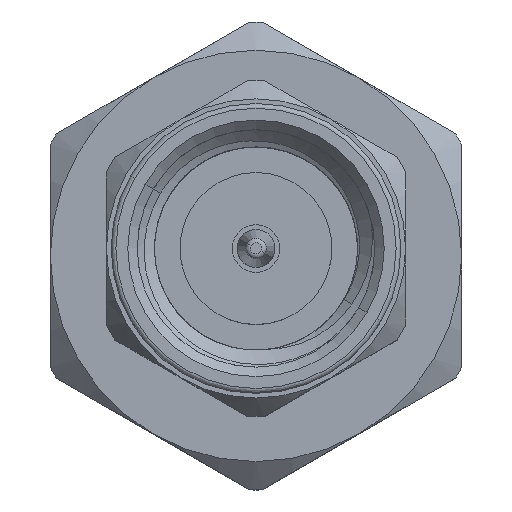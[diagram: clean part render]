
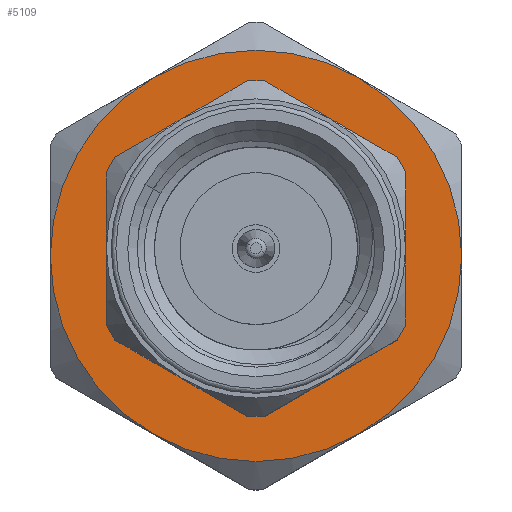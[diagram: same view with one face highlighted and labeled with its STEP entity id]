
A CAD part, top view. The second image highlights one B-rep face of the part: STEP entity #5109.
In plain terms, the highlighted face is planar.
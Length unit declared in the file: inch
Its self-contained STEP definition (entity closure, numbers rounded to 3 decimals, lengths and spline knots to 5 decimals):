
#466 = EDGE_LOOP ( 'NONE', ( #21363, #11330 ) ) ;
#549 = DIRECTION ( 'NONE',  ( 0., 0., -1. ) ) ;
#1802 = EDGE_CURVE ( 'NONE', #3457, #25555, #23702, .T. ) ;
#2159 = EDGE_LOOP ( 'NONE', ( #22074, #21369, #14768, #14223, #9878, #5677 ) ) ;
#2444 = CARTESIAN_POINT ( 'NONE',  ( 0.512, 0., -0.06116 ) ) ;
#2603 = AXIS2_PLACEMENT_3D ( 'NONE', #9737, #24622, #2942 ) ;
#2663 = FACE_BOUND ( 'NONE', #466, .T. ) ;
#2942 = DIRECTION ( 'NONE',  ( 0., 0., -1. ) ) ;
#3457 = VERTEX_POINT ( 'NONE', #14944 ) ;
#3488 = VERTEX_POINT ( 'NONE', #19471 ) ;
#3638 = AXIS2_PLACEMENT_3D ( 'NONE', #26487, #24435, #11701 ) ;
#3760 = CARTESIAN_POINT ( 'NONE',  ( 0.512, 0., 0. ) ) ;
#4428 = CIRCLE ( 'NONE', #26387, 0.06116 ) ;
#4794 = EDGE_CURVE ( 'NONE', #18833, #3457, #13305, .T. ) ;
#5109 = ADVANCED_FACE ( 'NONE', ( #2663, #25290 ), #7070, .T. ) ;
#5334 = CARTESIAN_POINT ( 'NONE',  ( 0.512, 0., 0. ) ) ;
#5677 = ORIENTED_EDGE ( 'NONE', *, *, #24802, .T. ) ;
#6056 = CARTESIAN_POINT ( 'NONE',  ( 0.512, 0., 0. ) ) ;
#6235 = CIRCLE ( 'NONE', #20017, 0.2165 ) ;
#6342 = CIRCLE ( 'NONE', #16693, 0.06116 ) ;
#6618 = AXIS2_PLACEMENT_3D ( 'NONE', #5334, #15841, #18071 ) ;
#6659 = EDGE_CURVE ( 'NONE', #18882, #18833, #12302, .T. ) ;
#7070 = PLANE ( 'NONE',  #22250 ) ;
#7677 = CARTESIAN_POINT ( 'NONE',  ( 0.512, 0.18749, -0.10825 ) ) ;
#8201 = DIRECTION ( 'NONE',  ( 0., 0., -1. ) ) ;
#8854 = CIRCLE ( 'NONE', #2603, 0.2165 ) ;
#9029 = DIRECTION ( 'NONE',  ( 1., 0., 0. ) ) ;
#9737 = CARTESIAN_POINT ( 'NONE',  ( 0.512, 0., 0. ) ) ;
#9878 = ORIENTED_EDGE ( 'NONE', *, *, #1802, .T. ) ;
#11294 = CARTESIAN_POINT ( 'NONE',  ( 0.512, 0., 0.06116 ) ) ;
#11330 = ORIENTED_EDGE ( 'NONE', *, *, #15887, .F. ) ;
#11457 = VERTEX_POINT ( 'NONE', #11294 ) ;
#11527 = EDGE_CURVE ( 'NONE', #21922, #11457, #4428, .T. ) ;
#11701 = DIRECTION ( 'NONE',  ( 0., 0., -1. ) ) ;
#12164 = AXIS2_PLACEMENT_3D ( 'NONE', #6056, #20922, #8201 ) ;
#12302 = CIRCLE ( 'NONE', #12164, 0.2165 ) ;
#12400 = DIRECTION ( 'NONE',  ( 1., 0., 0. ) ) ;
#13228 = EDGE_CURVE ( 'NONE', #3488, #21870, #17047, .T. ) ;
#13252 = DIRECTION ( 'NONE',  ( 1., 0., 0. ) ) ;
#13305 = CIRCLE ( 'NONE', #24746, 0.2165 ) ;
#14223 = ORIENTED_EDGE ( 'NONE', *, *, #4794, .T. ) ;
#14720 = DIRECTION ( 'NONE',  ( 1., 0., 0. ) ) ;
#14768 = ORIENTED_EDGE ( 'NONE', *, *, #6659, .T. ) ;
#14944 = CARTESIAN_POINT ( 'NONE',  ( 0.512, 0., 0.2165 ) ) ;
#15007 = DIRECTION ( 'NONE',  ( 0., 0., -1. ) ) ;
#15198 = DIRECTION ( 'NONE',  ( 0., 0., -1. ) ) ;
#15634 = CARTESIAN_POINT ( 'NONE',  ( 0.512, 0.24633, 0. ) ) ;
#15841 = DIRECTION ( 'NONE',  ( 1., 0., 0. ) ) ;
#15887 = EDGE_CURVE ( 'NONE', #11457, #21922, #6342, .T. ) ;
#16585 = CARTESIAN_POINT ( 'NONE',  ( 0.512, 0., 0. ) ) ;
#16693 = AXIS2_PLACEMENT_3D ( 'NONE', #16770, #14720, #15007 ) ;
#16770 = CARTESIAN_POINT ( 'NONE',  ( 0.512, 0., 0. ) ) ;
#17047 = CIRCLE ( 'NONE', #6618, 0.2165 ) ;
#18071 = DIRECTION ( 'NONE',  ( 0., 0., -1. ) ) ;
#18833 = VERTEX_POINT ( 'NONE', #21983 ) ;
#18882 = VERTEX_POINT ( 'NONE', #7677 ) ;
#19471 = CARTESIAN_POINT ( 'NONE',  ( 0.512, -0.18749, -0.10825 ) ) ;
#20017 = AXIS2_PLACEMENT_3D ( 'NONE', #3760, #12400, #27272 ) ;
#20922 = DIRECTION ( 'NONE',  ( 1., 0., 0. ) ) ;
#21363 = ORIENTED_EDGE ( 'NONE', *, *, #11527, .F. ) ;
#21369 = ORIENTED_EDGE ( 'NONE', *, *, #22710, .T. ) ;
#21870 = VERTEX_POINT ( 'NONE', #25878 ) ;
#21922 = VERTEX_POINT ( 'NONE', #2444 ) ;
#21983 = CARTESIAN_POINT ( 'NONE',  ( 0.512, 0.18749, 0.10825 ) ) ;
#22074 = ORIENTED_EDGE ( 'NONE', *, *, #13228, .T. ) ;
#22250 = AXIS2_PLACEMENT_3D ( 'NONE', #15634, #9029, #23923 ) ;
#22710 = EDGE_CURVE ( 'NONE', #21870, #18882, #6235, .T. ) ;
#23702 = CIRCLE ( 'NONE', #3638, 0.2165 ) ;
#23863 = CARTESIAN_POINT ( 'NONE',  ( 0.512, 0., 0. ) ) ;
#23923 = DIRECTION ( 'NONE',  ( 0., 0., -1. ) ) ;
#24280 = CARTESIAN_POINT ( 'NONE',  ( 0.512, -0.18749, 0.10825 ) ) ;
#24435 = DIRECTION ( 'NONE',  ( 1., 0., 0. ) ) ;
#24622 = DIRECTION ( 'NONE',  ( 1., 0., 0. ) ) ;
#24746 = AXIS2_PLACEMENT_3D ( 'NONE', #16585, #27273, #15198 ) ;
#24802 = EDGE_CURVE ( 'NONE', #25555, #3488, #8854, .T. ) ;
#25290 = FACE_OUTER_BOUND ( 'NONE', #2159, .T. ) ;
#25555 = VERTEX_POINT ( 'NONE', #24280 ) ;
#25878 = CARTESIAN_POINT ( 'NONE',  ( 0.512, 0., -0.2165 ) ) ;
#26387 = AXIS2_PLACEMENT_3D ( 'NONE', #23863, #13252, #549 ) ;
#26487 = CARTESIAN_POINT ( 'NONE',  ( 0.512, 0., 0. ) ) ;
#27272 = DIRECTION ( 'NONE',  ( 0., 0., -1. ) ) ;
#27273 = DIRECTION ( 'NONE',  ( 1., 0., 0. ) ) ;
